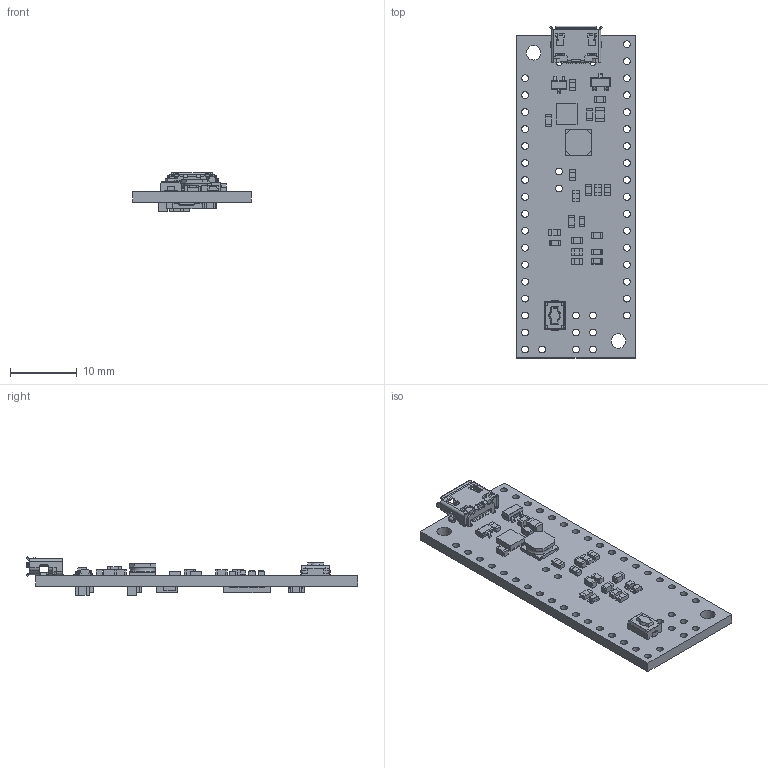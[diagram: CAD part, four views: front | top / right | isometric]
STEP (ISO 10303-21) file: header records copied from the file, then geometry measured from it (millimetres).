
FILE_DESCRIPTION (( 'STEP AP214' ), '1' );
FILE_NAME ('a-star-32u4-mini-uvl.step', '2017-07-25T21:29:27', ( '' ), ( '' ), 'SwSTEP 2.0', 'SolidWorks 2016', '' );
FILE_SCHEMA (( 'AUTOMOTIVE_DESIGN' ));
Length unit declared in the file: millimetre
Products named in the file (1): a-star-32u4-mini-uvl
Bounding box: 17.78 x 49.73 x 5.75 mm (x, y, z)
Volume: 1492.3 mm3; surface area: 2737.5 mm2
Topology: 1 solids, 1 shells, 1882 faces, 5370 edges, 3495 vertices
Faces by surface type: plane 1281, cylinder 401, bspline 168, torus 15, cone 9, sphere 8
Full cylindrical faces by diameter (mm): 0.4 x2, 0.7 x2, 1.016 x43, 2.184 x2
Entity records: 87594 total; most frequent: CARTESIAN_POINT 18574, ORIENTED_EDGE 10620, DIRECTION 8977, EDGE_CURVE 5310, VECTOR 4019, LINE 4019, VERTEX_POINT 3491, AXIS2_PLACEMENT_3D 2479
